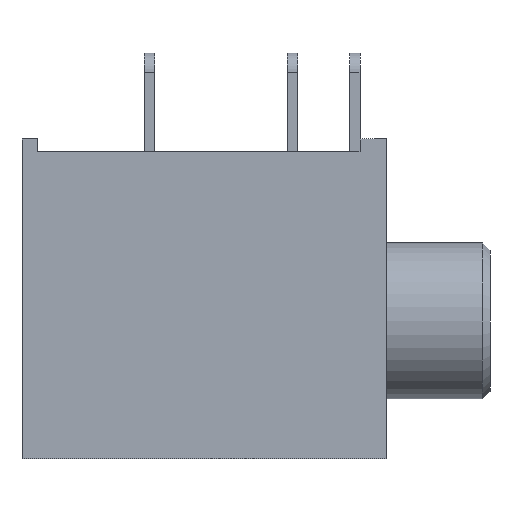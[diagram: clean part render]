
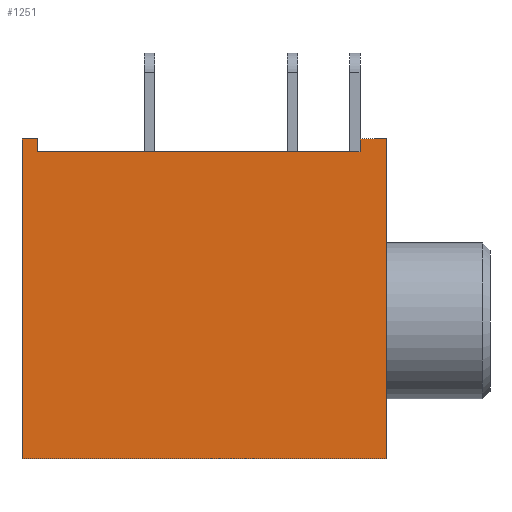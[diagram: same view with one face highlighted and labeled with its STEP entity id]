
A CAD part, front view. The second image highlights one B-rep face of the part: STEP entity #1251.
In plain terms, the highlighted planar face has unit normal (0, -1, 0).
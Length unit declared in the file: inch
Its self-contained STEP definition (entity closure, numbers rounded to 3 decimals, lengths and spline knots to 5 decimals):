
#20 = LINE ( 'NONE', #537, #1644 ) ;
#31 = VECTOR ( 'NONE', #1077, 39.37008 ) ;
#72 = CARTESIAN_POINT ( 'NONE',  ( -0.70866, -0.19291, -0.20866 ) ) ;
#85 = CARTESIAN_POINT ( 'NONE',  ( -0.15748, -0.19291, -0.20866 ) ) ;
#169 = ORIENTED_EDGE ( 'NONE', *, *, #791, .F. ) ;
#202 = EDGE_CURVE ( 'NONE', #479, #761, #759, .T. ) ;
#206 = CARTESIAN_POINT ( 'NONE',  ( -0.70866, -0.19291, 0.27559 ) ) ;
#218 = VECTOR ( 'NONE', #488, 39.37008 ) ;
#295 = FACE_OUTER_BOUND ( 'NONE', #918, .T. ) ;
#303 = ORIENTED_EDGE ( 'NONE', *, *, #1636, .F. ) ;
#321 = ORIENTED_EDGE ( 'NONE', *, *, #1307, .F. ) ;
#325 = VECTOR ( 'NONE', #1240, 39.37008 ) ;
#338 = EDGE_CURVE ( 'NONE', #1366, #1131, #1733, .T. ) ;
#452 = CARTESIAN_POINT ( 'NONE',  ( -0.19685, -0.19291, 0.25591 ) ) ;
#479 = VERTEX_POINT ( 'NONE', #927 ) ;
#488 = DIRECTION ( 'NONE',  ( 0., 0., -1. ) ) ;
#491 = DIRECTION ( 'NONE',  ( -1., 0., 0. ) ) ;
#537 = CARTESIAN_POINT ( 'NONE',  ( -0.19685, -0.19291, 0.25591 ) ) ;
#548 = EDGE_CURVE ( 'NONE', #761, #625, #806, .T. ) ;
#563 = DIRECTION ( 'NONE',  ( 1., 0., 0. ) ) ;
#617 = CARTESIAN_POINT ( 'NONE',  ( -0.15748, -0.19291, -0.20866 ) ) ;
#625 = VERTEX_POINT ( 'NONE', #1194 ) ;
#649 = CARTESIAN_POINT ( 'NONE',  ( -0.15748, -0.19291, 0.27559 ) ) ;
#664 = EDGE_CURVE ( 'NONE', #1279, #479, #1746, .T. ) ;
#676 = ORIENTED_EDGE ( 'NONE', *, *, #202, .F. ) ;
#704 = CARTESIAN_POINT ( 'NONE',  ( -0.68504, -0.19291, 0.25591 ) ) ;
#759 = LINE ( 'NONE', #617, #1073 ) ;
#761 = VERTEX_POINT ( 'NONE', #72 ) ;
#791 = EDGE_CURVE ( 'NONE', #1131, #1012, #20, .T. ) ;
#793 = CARTESIAN_POINT ( 'NONE',  ( -0.70866, -0.19291, 0.27559 ) ) ;
#806 = LINE ( 'NONE', #206, #1406 ) ;
#913 = DIRECTION ( 'NONE',  ( 1., 0., 0. ) ) ;
#918 = EDGE_LOOP ( 'NONE', ( #321, #169, #1574, #1641, #1587, #676, #1785, #303 ) ) ;
#927 = CARTESIAN_POINT ( 'NONE',  ( -0.15748, -0.19291, -0.20866 ) ) ;
#972 = VERTEX_POINT ( 'NONE', #1569 ) ;
#1012 = VERTEX_POINT ( 'NONE', #452 ) ;
#1054 = CARTESIAN_POINT ( 'NONE',  ( -0.15748, -0.19291, 0.27559 ) ) ;
#1073 = VECTOR ( 'NONE', #491, 39.37008 ) ;
#1077 = DIRECTION ( 'NONE',  ( 1., 0., 0. ) ) ;
#1085 = LINE ( 'NONE', #1232, #325 ) ;
#1087 = DIRECTION ( 'NONE',  ( 0., 0., -1. ) ) ;
#1131 = VERTEX_POINT ( 'NONE', #704 ) ;
#1181 = VECTOR ( 'NONE', #1087, 39.37008 ) ;
#1194 = CARTESIAN_POINT ( 'NONE',  ( -0.70866, -0.19291, 0.27559 ) ) ;
#1198 = CARTESIAN_POINT ( 'NONE',  ( -0.68504, -0.19291, 0.27559 ) ) ;
#1232 = CARTESIAN_POINT ( 'NONE',  ( -0.19685, -0.19291, 0.27559 ) ) ;
#1240 = DIRECTION ( 'NONE',  ( 0., 0., 1. ) ) ;
#1251 = ADVANCED_FACE ( 'NONE', ( #295 ), #1395, .T. ) ;
#1279 = VERTEX_POINT ( 'NONE', #649 ) ;
#1305 = VECTOR ( 'NONE', #913, 39.37008 ) ;
#1307 = EDGE_CURVE ( 'NONE', #1012, #972, #1085, .T. ) ;
#1311 = DIRECTION ( 'NONE',  ( 0., 0., -1. ) ) ;
#1326 = DIRECTION ( 'NONE',  ( 0., 0., 1. ) ) ;
#1366 = VERTEX_POINT ( 'NONE', #1618 ) ;
#1395 = PLANE ( 'NONE',  #1482 ) ;
#1397 = EDGE_CURVE ( 'NONE', #625, #1366, #1660, .T. ) ;
#1406 = VECTOR ( 'NONE', #1326, 39.37008 ) ;
#1461 = LINE ( 'NONE', #1054, #1305 ) ;
#1482 = AXIS2_PLACEMENT_3D ( 'NONE', #793, #1720, #1311 ) ;
#1506 = CARTESIAN_POINT ( 'NONE',  ( -0.15748, -0.19291, 0.27559 ) ) ;
#1569 = CARTESIAN_POINT ( 'NONE',  ( -0.19685, -0.19291, 0.27559 ) ) ;
#1574 = ORIENTED_EDGE ( 'NONE', *, *, #338, .F. ) ;
#1587 = ORIENTED_EDGE ( 'NONE', *, *, #548, .F. ) ;
#1618 = CARTESIAN_POINT ( 'NONE',  ( -0.68504, -0.19291, 0.27559 ) ) ;
#1636 = EDGE_CURVE ( 'NONE', #972, #1279, #1461, .T. ) ;
#1641 = ORIENTED_EDGE ( 'NONE', *, *, #1397, .F. ) ;
#1644 = VECTOR ( 'NONE', #563, 39.37008 ) ;
#1660 = LINE ( 'NONE', #1506, #31 ) ;
#1720 = DIRECTION ( 'NONE',  ( 0., -1., 0. ) ) ;
#1733 = LINE ( 'NONE', #1198, #218 ) ;
#1746 = LINE ( 'NONE', #85, #1181 ) ;
#1785 = ORIENTED_EDGE ( 'NONE', *, *, #664, .F. ) ;
